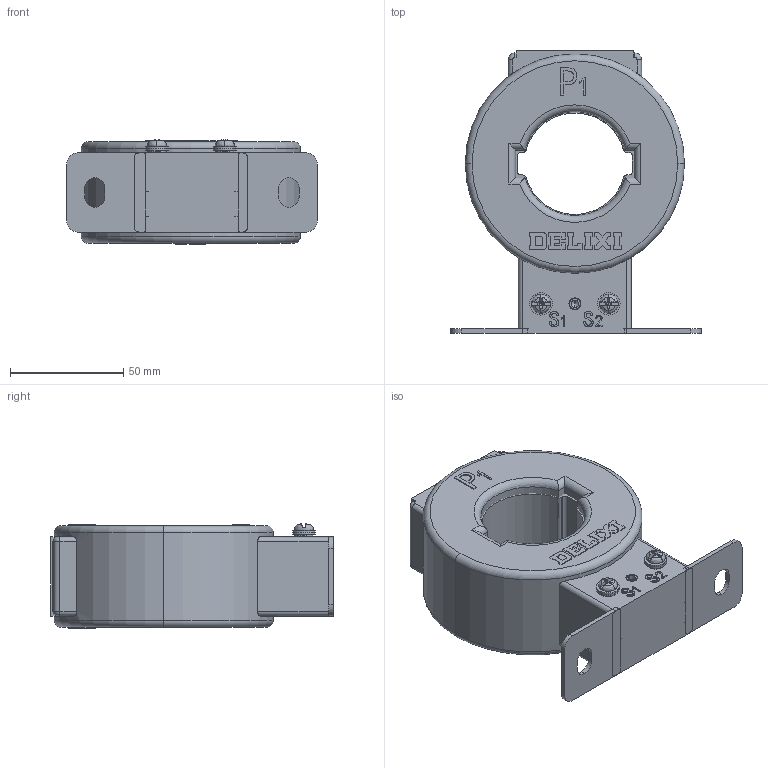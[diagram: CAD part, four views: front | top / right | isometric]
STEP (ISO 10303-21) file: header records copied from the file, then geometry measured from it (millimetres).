
FILE_DESCRIPTION (( 'STEP AP203' ), '1' );
FILE_NAME ('0.5级400-600.STEP', '2024-01-11T03:11:25', ( '微软用户' ), ( '微软中国' ), 'SwSTEP 2.0', 'SolidWorks 2019', '' );
FILE_SCHEMA (( 'CONFIG_CONTROL_DESIGN' ));
Length unit declared in the file: millimetre
Products named in the file (8): 盓殤0.5; 0.2撰400-600; 肣И璃5x8; 垫圈; 諉盄蹟佪; 0.5撰400-600; 肣И璃4x5; 杶郋3
Assembly tree (12 placements, depth 2):
  0.5撰400-600
    0.2撰400-600
    杶郋3
    盓殤0.5
    肣И璃5x8  x2
    肣И璃4x5
    垫圈  x4
    諉盄蹟佪  x2
Bounding box: 111 x 125 x 46.23 mm (x, y, z)
Volume: 328117 mm3; surface area: 56903.5 mm2
Topology: 12 solids, 12 shells, 1186 faces, 3324 edges, 2187 vertices
Faces by surface type: plane 604, cylinder 486, bspline 54, cone 18, torus 16, sphere 8
Entity records: 32490 total; most frequent: CARTESIAN_POINT 8586, ORIENTED_EDGE 4908, DIRECTION 4726, EDGE_CURVE 2454, VERTEX_POINT 1619, LINE 1616, VECTOR 1616, AXIS2_PLACEMENT_3D 1555
